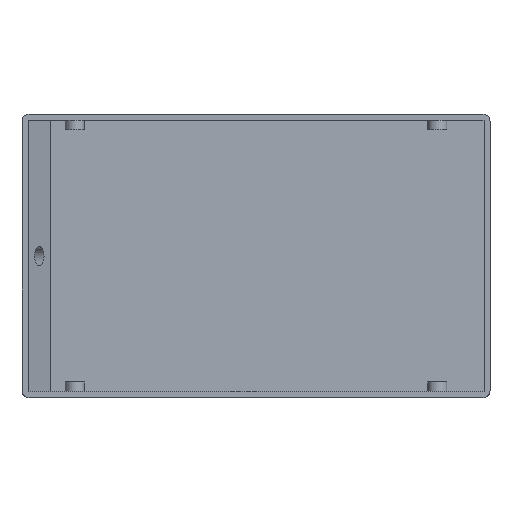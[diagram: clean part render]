
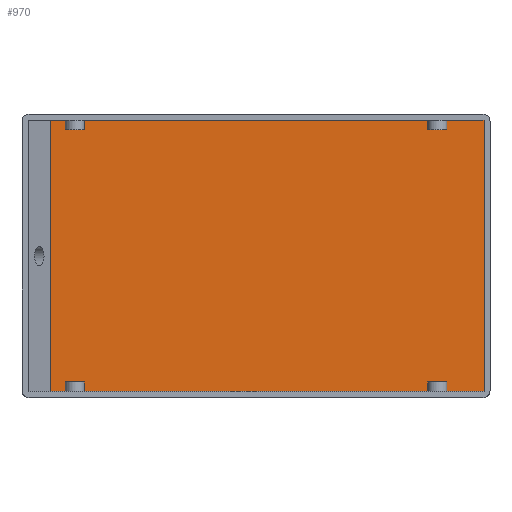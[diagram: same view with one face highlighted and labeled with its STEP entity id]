
A CAD part, top view. The second image highlights one B-rep face of the part: STEP entity #970.
In plain terms, the highlighted planar face has unit normal (0, 0, 1).
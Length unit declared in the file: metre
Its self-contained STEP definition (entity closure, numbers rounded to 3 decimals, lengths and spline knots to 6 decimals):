
#18=LINE('',#1440,#109);
#29=LINE('',#1488,#120);
#52=LINE('',#1545,#143);
#53=LINE('',#1546,#144);
#109=VECTOR('',#1162,1.);
#120=VECTOR('',#1203,1.);
#143=VECTOR('',#1252,1.);
#144=VECTOR('',#1253,1.);
#208=PLANE('',#1069);
#319=ORIENTED_EDGE('',*,*,#524,.F.);
#320=ORIENTED_EDGE('',*,*,#553,.T.);
#321=ORIENTED_EDGE('',*,*,#503,.T.);
#322=ORIENTED_EDGE('',*,*,#554,.F.);
#503=EDGE_CURVE('',#628,#629,#18,.T.);
#524=EDGE_CURVE('',#648,#650,#29,.T.);
#553=EDGE_CURVE('',#648,#628,#52,.T.);
#554=EDGE_CURVE('',#650,#629,#53,.T.);
#628=VERTEX_POINT('',#1441);
#629=VERTEX_POINT('',#1442);
#648=VERTEX_POINT('',#1486);
#650=VERTEX_POINT('',#1489);
#778=EDGE_LOOP('',(#319,#320,#321,#322));
#875=FACE_BOUND('',#778,.T.);
#970=ADVANCED_FACE('',(#875),#208,.F.);
#1069=AXIS2_PLACEMENT_3D('',#1544,#1250,#1251);
#1162=DIRECTION('',(1.,0.,0.));
#1203=DIRECTION('',(1.,0.,0.));
#1250=DIRECTION('',(0.,0.,-1.));
#1251=DIRECTION('',(-1.,0.,0.));
#1252=DIRECTION('',(0.,-1.,0.));
#1253=DIRECTION('',(0.,-1.,0.));
#1440=CARTESIAN_POINT('',(0.,-0.0565,0.0025));
#1441=CARTESIAN_POINT('',(-0.085664,-0.0565,0.0025));
#1442=CARTESIAN_POINT('',(0.095,-0.0565,0.0025));
#1486=CARTESIAN_POINT('',(-0.085664,0.0565,0.0025));
#1488=CARTESIAN_POINT('',(0.,0.0565,0.0025));
#1489=CARTESIAN_POINT('',(0.095,0.0565,0.0025));
#1544=CARTESIAN_POINT('',(0.00664,0.059,0.0025));
#1545=CARTESIAN_POINT('',(-0.085664,0.059,0.0025));
#1546=CARTESIAN_POINT('',(0.095,0.059,0.0025));
